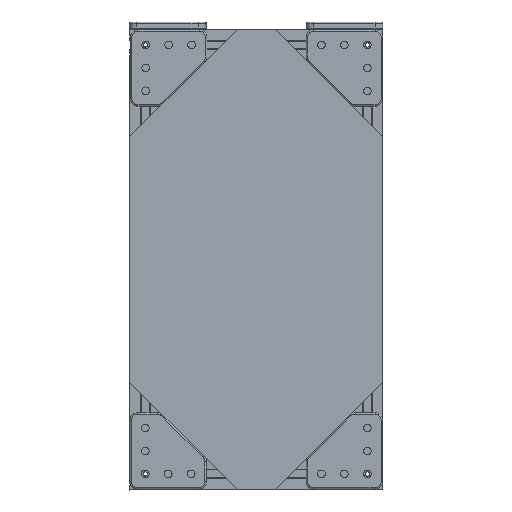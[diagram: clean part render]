
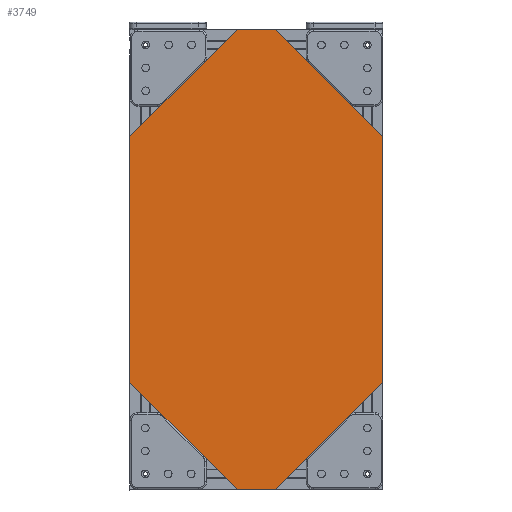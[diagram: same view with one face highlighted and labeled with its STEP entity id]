
A CAD part, front view. The second image highlights one B-rep face of the part: STEP entity #3749.
In plain terms, the highlighted planar face has unit normal (0, -1, 0).
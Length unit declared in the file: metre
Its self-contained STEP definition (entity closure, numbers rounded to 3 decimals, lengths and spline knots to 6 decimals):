
#1282=ORIENTED_EDGE('',*,*,#1878,.T.);
#1283=ORIENTED_EDGE('',*,*,#1884,.T.);
#1284=ORIENTED_EDGE('',*,*,#1880,.F.);
#1285=ORIENTED_EDGE('',*,*,#1885,.T.);
#1286=ORIENTED_EDGE('',*,*,#1868,.F.);
#1287=ORIENTED_EDGE('',*,*,#1886,.T.);
#1288=ORIENTED_EDGE('',*,*,#1874,.T.);
#1289=ORIENTED_EDGE('',*,*,#1887,.T.);
#1868=EDGE_CURVE('',#2241,#2242,#2586,.T.);
#1874=EDGE_CURVE('',#2248,#2247,#2592,.T.);
#1878=EDGE_CURVE('',#2252,#2251,#2596,.T.);
#1880=EDGE_CURVE('',#2253,#2254,#2598,.T.);
#1884=EDGE_CURVE('',#2251,#2254,#2602,.T.);
#1885=EDGE_CURVE('',#2253,#2242,#2603,.F.);
#1886=EDGE_CURVE('',#2241,#2248,#2604,.T.);
#1887=EDGE_CURVE('',#2247,#2252,#2605,.F.);
#2241=VERTEX_POINT('',#6378);
#2242=VERTEX_POINT('',#6379);
#2247=VERTEX_POINT('',#6390);
#2248=VERTEX_POINT('',#6392);
#2251=VERTEX_POINT('',#6399);
#2252=VERTEX_POINT('',#6401);
#2253=VERTEX_POINT('',#6405);
#2254=VERTEX_POINT('',#6406);
#2586=LINE('',#6377,#2948);
#2592=LINE('',#6391,#2954);
#2596=LINE('',#6400,#2958);
#2598=LINE('',#6404,#2960);
#2602=LINE('',#6413,#2964);
#2603=LINE('',#6414,#2965);
#2604=LINE('',#6415,#2966);
#2605=LINE('',#6416,#2967);
#2948=VECTOR('',#5274,1.);
#2954=VECTOR('',#5282,1.);
#2958=VECTOR('',#5288,1.);
#2960=VECTOR('',#5292,1.);
#2964=VECTOR('',#5298,1.);
#2965=VECTOR('',#5299,1.);
#2966=VECTOR('',#5300,1.);
#2967=VECTOR('',#5301,1.);
#3204=EDGE_LOOP('',(#1282,#1283,#1284,#1285,#1286,#1287,#1288,#1289));
#3428=FACE_BOUND('',#3204,.T.);
#3551=PLANE('',#4272);
#3749=ADVANCED_FACE('',(#3428),#3551,.T.);
#4272=AXIS2_PLACEMENT_3D('',#6412,#5296,#5297);
#5274=DIRECTION('',(1.,0.,0.));
#5282=DIRECTION('',(0.,0.,-1.));
#5288=DIRECTION('',(1.,0.,0.));
#5292=DIRECTION('',(0.,0.,-1.));
#5296=DIRECTION('',(0.,-1.,0.));
#5297=DIRECTION('',(1.,0.,0.));
#5298=DIRECTION('',(0.707,0.,0.707));
#5299=DIRECTION('',(0.707,0.,-0.707));
#5300=DIRECTION('',(-0.707,0.,-0.707));
#5301=DIRECTION('',(-0.707,0.,0.707));
#6377=CARTESIAN_POINT('',(-0.104596,-0.005,0.34241));
#6378=CARTESIAN_POINT('',(-0.117096,-0.005,0.34241));
#6379=CARTESIAN_POINT('',(-0.092096,-0.005,0.34241));
#6390=CARTESIAN_POINT('',(-0.187096,-0.005,0.11241));
#6391=CARTESIAN_POINT('',(-0.187096,-0.005,0.19241));
#6392=CARTESIAN_POINT('',(-0.187096,-0.005,0.27241));
#6399=CARTESIAN_POINT('',(-0.092096,-0.005,0.04241));
#6400=CARTESIAN_POINT('',(-0.104596,-0.005,0.04241));
#6401=CARTESIAN_POINT('',(-0.117096,-0.005,0.04241));
#6404=CARTESIAN_POINT('',(-0.022096,-0.005,0.19241));
#6405=CARTESIAN_POINT('',(-0.022096,-0.005,0.27241));
#6406=CARTESIAN_POINT('',(-0.022096,-0.005,0.11241));
#6412=CARTESIAN_POINT('',(-0.104596,-0.005,0.19241));
#6413=CARTESIAN_POINT('',(-0.023346,-0.005,0.11116));
#6414=CARTESIAN_POINT('',(-0.023346,-0.005,0.27366));
#6415=CARTESIAN_POINT('',(-0.185846,-0.005,0.27366));
#6416=CARTESIAN_POINT('',(-0.185846,-0.005,0.11116));
